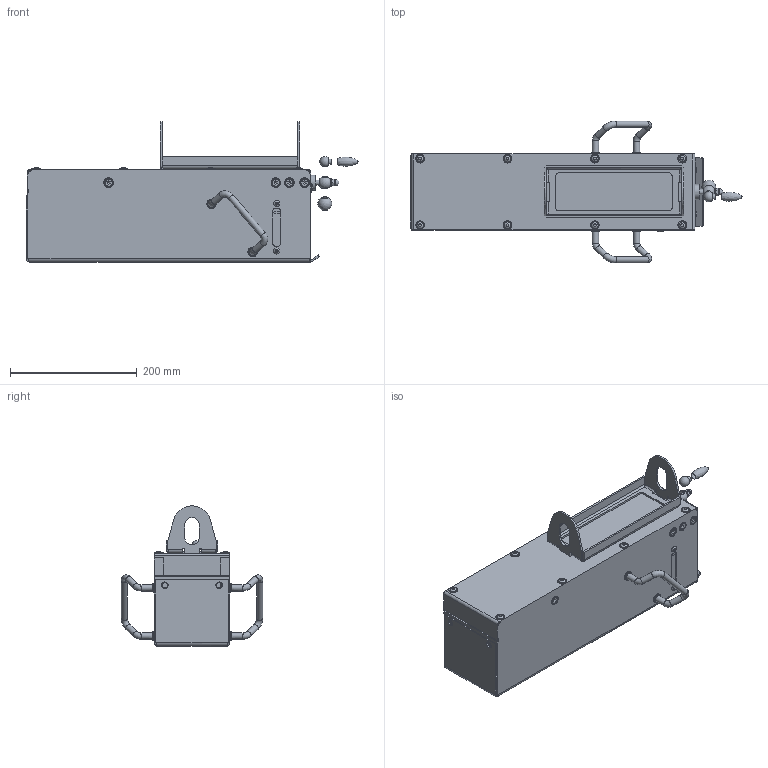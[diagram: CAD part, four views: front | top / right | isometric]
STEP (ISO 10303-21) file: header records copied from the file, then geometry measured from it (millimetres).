
FILE_DESCRIPTION(/* description */ (''),/* implementation_level */ '2;1');
FILE_NAME(/* name */ 'TPSP124500.stp',/* time_stamp */ '2021-10-04T10:51:31+02:00',/* author */ ('gs'),/* organization */ (''),/* preprocessor_version */ 'ST-DEVELOPER v18.1',/* originating_system */ 'Autodesk Inventor 2021',/* authorisation */ '');
FILE_SCHEMA (('AUTOMOTIVE_DESIGN { 1 0 10303 214 3 1 1 }'));
Length unit declared in the file: millimetre
Products named in the file (1): TPSP124500
Bounding box: 524.39 x 223.97 x 221.39 mm (x, y, z)
Volume: 1777732.4 mm3; surface area: 865835.1 mm2
Topology: 5 solids, 65 shells, 1352 faces, 3159 edges, 2004 vertices
Faces by surface type: plane 785, cylinder 336, cone 139, torus 54, bspline 24, sphere 14
Full cylindrical faces by diameter (mm): 4.134 x4, 4.2 x4, 4.567 x4, 4.917 x9, 5 x7, 5.2 x1, 5.5 x6, 6 x26, 6.4 x1, 6.5 x12, 6.647 x12, 6.7 x4, 6.75 x4, 7 x2, 8 x13, 8.2 x1, 8.376 x2, 8.4 x1, 8.5 x4, 8.8 x4, 9 x4, 9.5 x4, 10 x18, 10.5 x2, 11 x8, 12 x3, 13 x8, 13.85 x10, 15 x20, 16 x6
Entity records: 40579 total; most frequent: CARTESIAN_POINT 8103, DIRECTION 6541, ORIENTED_EDGE 6218, EDGE_CURVE 3109, AXIS2_PLACEMENT_3D 2400, VERTEX_POINT 2004, LINE 1741, VECTOR 1741
